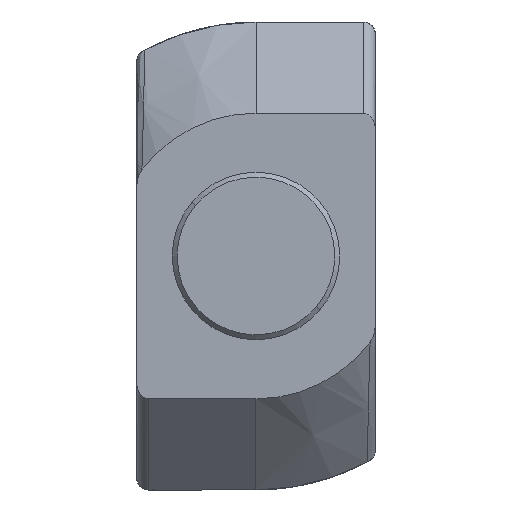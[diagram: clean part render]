
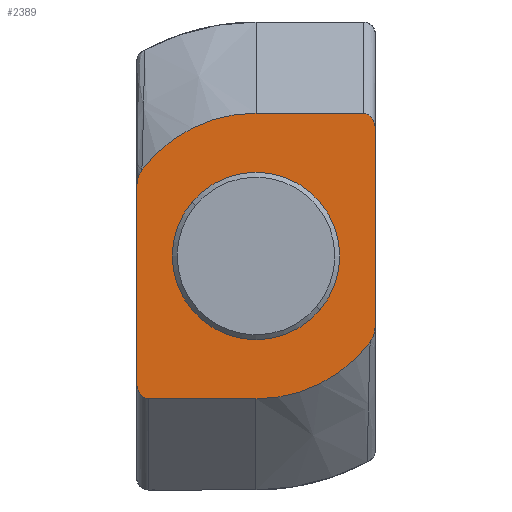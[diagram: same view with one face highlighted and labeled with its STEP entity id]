
A CAD part, front view. The second image highlights one B-rep face of the part: STEP entity #2389.
In plain terms, the highlighted face is planar.
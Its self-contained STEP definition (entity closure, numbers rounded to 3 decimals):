
#16 = CARTESIAN_POINT ( 'NONE',  ( -5.8, 0., 0. ) ) ;
#114 = VERTEX_POINT ( 'NONE', #2361 ) ;
#128 = EDGE_CURVE ( 'NONE', #1281, #1064, #1704, .T. ) ;
#187 = VECTOR ( 'NONE', #2281, 1000. ) ;
#236 = ORIENTED_EDGE ( 'NONE', *, *, #600, .T. ) ;
#245 = CARTESIAN_POINT ( 'NONE',  ( 0., 0., 0. ) ) ;
#272 = LINE ( 'NONE', #1869, #187 ) ;
#325 = ORIENTED_EDGE ( 'NONE', *, *, #1410, .T. ) ;
#368 = VECTOR ( 'NONE', #386, 1000. ) ;
#380 = CARTESIAN_POINT ( 'NONE',  ( -2.649, 4.85, 0. ) ) ;
#386 = DIRECTION ( 'NONE',  ( 1., 0., 0. ) ) ;
#440 = CARTESIAN_POINT ( 'NONE',  ( -5.093, -4.85, 0. ) ) ;
#457 = DIRECTION ( 'NONE',  ( 1., 0., 0. ) ) ;
#518 = DIRECTION ( 'NONE',  ( 0., 0., -1. ) ) ;
#534 = VERTEX_POINT ( 'NONE', #1480 ) ;
#572 = EDGE_CURVE ( 'NONE', #685, #1072, #678, .T. ) ;
#578 = CARTESIAN_POINT ( 'NONE',  ( 0., 0., 0. ) ) ;
#594 = CARTESIAN_POINT ( 'NONE',  ( 5.093, 4.85, 0. ) ) ;
#600 = EDGE_CURVE ( 'NONE', #1977, #2313, #2178, .T. ) ;
#620 =( BOUNDED_CURVE ( )  B_SPLINE_CURVE ( 3, ( #594, #1877, #803, #2300 ),
 .UNSPECIFIED., .F., .T. ) 
 B_SPLINE_CURVE_WITH_KNOTS ( ( 4, 4 ),
 ( 1.571, 3.142 ),
 .UNSPECIFIED. ) 
 CURVE ( )  GEOMETRIC_REPRESENTATION_ITEM ( )  RATIONAL_B_SPLINE_CURVE ( ( 1., 0.805, 0.805, 1. ) ) 
 REPRESENTATION_ITEM ( '' )  );
#628 = CIRCLE ( 'NONE', #2498, 5.8 ) ;
#641 = DIRECTION ( 'NONE',  ( 0., 1., 0. ) ) ;
#670 = FACE_BOUND ( 'NONE', #679, .T. ) ;
#678 =( BOUNDED_CURVE ( )  B_SPLINE_CURVE ( 3, ( #440, #1501, #1719, #1936 ),
 .UNSPECIFIED., .F., .F. ) 
 B_SPLINE_CURVE_WITH_KNOTS ( ( 4, 4 ),
 ( 1.571, 3.142 ),
 .UNSPECIFIED. ) 
 CURVE ( )  GEOMETRIC_REPRESENTATION_ITEM ( )  RATIONAL_B_SPLINE_CURVE ( ( 1., 0.805, 0.805, 1. ) ) 
 REPRESENTATION_ITEM ( '' )  );
#679 = EDGE_LOOP ( 'NONE', ( #917, #1617 ) ) ;
#685 = VERTEX_POINT ( 'NONE', #908 ) ;
#714 = CARTESIAN_POINT ( 'NONE',  ( 5.8, 0., 0. ) ) ;
#771 = LINE ( 'NONE', #714, #1848 ) ;
#787 = DIRECTION ( 'NONE',  ( 1., 0., 0. ) ) ;
#789 = AXIS2_PLACEMENT_3D ( 'NONE', #1256, #2108, #1475 ) ;
#803 = CARTESIAN_POINT ( 'NONE',  ( 5.8, 4.643, 0. ) ) ;
#815 = CARTESIAN_POINT ( 'NONE',  ( 2.649, -4.85, 0. ) ) ;
#822 = CARTESIAN_POINT ( 'NONE',  ( 3.229, -4.772, 0. ) ) ;
#867 = VECTOR ( 'NONE', #641, 1000. ) ;
#871 = EDGE_LOOP ( 'NONE', ( #1546, #2078, #1648, #2410, #1561, #1187, #236, #1654, #1883, #325 ) ) ;
#873 = CARTESIAN_POINT ( 'NONE',  ( -3.49, 4.632, 0. ) ) ;
#875 = DIRECTION ( 'NONE',  ( 0., 0., 1. ) ) ;
#908 = CARTESIAN_POINT ( 'NONE',  ( -5.093, -4.85, 0. ) ) ;
#917 = ORIENTED_EDGE ( 'NONE', *, *, #128, .T. ) ;
#924 = DIRECTION ( 'NONE',  ( 0., -1., 0. ) ) ;
#942 = CARTESIAN_POINT ( 'NONE',  ( 5.093, 4.85, 0. ) ) ;
#948 = LINE ( 'NONE', #16, #867 ) ;
#997 = VERTEX_POINT ( 'NONE', #2041 ) ;
#1036 = CARTESIAN_POINT ( 'NONE',  ( 2.796, -4.85, 0. ) ) ;
#1064 = VERTEX_POINT ( 'NONE', #1295 ) ;
#1072 = VERTEX_POINT ( 'NONE', #1515 ) ;
#1077 = EDGE_CURVE ( 'NONE', #1064, #1281, #2407, .T. ) ;
#1085 = CARTESIAN_POINT ( 'NONE',  ( -2.796, 4.85, 0. ) ) ;
#1187 = ORIENTED_EDGE ( 'NONE', *, *, #1511, .T. ) ;
#1210 = EDGE_CURVE ( 'NONE', #997, #2458, #1942, .T. ) ;
#1226 = AXIS2_PLACEMENT_3D ( 'NONE', #245, #1735, #457 ) ;
#1256 = CARTESIAN_POINT ( 'NONE',  ( 0., 0., 0. ) ) ;
#1281 = VERTEX_POINT ( 'NONE', #2561 ) ;
#1295 = CARTESIAN_POINT ( 'NONE',  ( -3.4, 0., 0. ) ) ;
#1410 = EDGE_CURVE ( 'NONE', #114, #534, #771, .T. ) ;
#1421 = CARTESIAN_POINT ( 'NONE',  ( -3.49, 4.632, 0. ) ) ;
#1467 = AXIS2_PLACEMENT_3D ( 'NONE', #578, #2060, #787 ) ;
#1475 = DIRECTION ( 'NONE',  ( 1., 0., 0. ) ) ;
#1480 = CARTESIAN_POINT ( 'NONE',  ( 5.8, 0., 0. ) ) ;
#1501 = CARTESIAN_POINT ( 'NONE',  ( -5.507, -4.85, 0. ) ) ;
#1511 = EDGE_CURVE ( 'NONE', #2463, #1977, #628, .T. ) ;
#1515 = CARTESIAN_POINT ( 'NONE',  ( -5.8, -4.35, 0. ) ) ;
#1519 = VERTEX_POINT ( 'NONE', #942 ) ;
#1546 = ORIENTED_EDGE ( 'NONE', *, *, #1987, .T. ) ;
#1561 = ORIENTED_EDGE ( 'NONE', *, *, #2564, .T. ) ;
#1617 = ORIENTED_EDGE ( 'NONE', *, *, #1077, .T. ) ;
#1648 = ORIENTED_EDGE ( 'NONE', *, *, #2347, .F. ) ;
#1654 = ORIENTED_EDGE ( 'NONE', *, *, #2007, .F. ) ;
#1704 = CIRCLE ( 'NONE', #1226, 3.4 ) ;
#1719 = CARTESIAN_POINT ( 'NONE',  ( -5.8, -4.643, 0. ) ) ;
#1735 = DIRECTION ( 'NONE',  ( 0., 0., 1. ) ) ;
#1801 = CARTESIAN_POINT ( 'NONE',  ( 0., 0., 0. ) ) ;
#1848 = VECTOR ( 'NONE', #924, 1000. ) ;
#1869 = CARTESIAN_POINT ( 'NONE',  ( -8.169, 4.85, 0. ) ) ;
#1877 = CARTESIAN_POINT ( 'NONE',  ( 5.507, 4.85, 0. ) ) ;
#1883 = ORIENTED_EDGE ( 'NONE', *, *, #2314, .T. ) ;
#1887 = CARTESIAN_POINT ( 'NONE',  ( -9.5, -4.85, 0. ) ) ;
#1895 = CARTESIAN_POINT ( 'NONE',  ( 3.49, -4.632, 0. ) ) ;
#1936 = CARTESIAN_POINT ( 'NONE',  ( -5.8, -4.35, 0. ) ) ;
#1942 = B_SPLINE_CURVE_WITH_KNOTS ( 'NONE', 3,
 ( #1895, #2103, #822, #2321, #1036, #2539 ),
 .UNSPECIFIED., .F., .F.,
 ( 4, 2, 4 ),
 ( 0., 0., 0.001 ),
 .UNSPECIFIED. ) ;
#1947 = CARTESIAN_POINT ( 'NONE',  ( -3.229, 4.772, 0. ) ) ;
#1977 = VERTEX_POINT ( 'NONE', #1421 ) ;
#1987 = EDGE_CURVE ( 'NONE', #534, #997, #2525, .T. ) ;
#2007 = EDGE_CURVE ( 'NONE', #1519, #2313, #272, .T. ) ;
#2009 = DIRECTION ( 'NONE',  ( 1., 0., 0. ) ) ;
#2041 = CARTESIAN_POINT ( 'NONE',  ( 3.49, -4.632, 0. ) ) ;
#2060 = DIRECTION ( 'NONE',  ( 0., 0., -1. ) ) ;
#2078 = ORIENTED_EDGE ( 'NONE', *, *, #1210, .T. ) ;
#2103 = CARTESIAN_POINT ( 'NONE',  ( 3.371, -4.722, 0. ) ) ;
#2108 = DIRECTION ( 'NONE',  ( 0., 0., 1. ) ) ;
#2132 = LINE ( 'NONE', #1887, #368 ) ;
#2153 = CARTESIAN_POINT ( 'NONE',  ( -3.371, 4.722, 0. ) ) ;
#2154 = CARTESIAN_POINT ( 'NONE',  ( 0., 0., 0. ) ) ;
#2163 = AXIS2_PLACEMENT_3D ( 'NONE', #2154, #875, #2367 ) ;
#2178 = B_SPLINE_CURVE_WITH_KNOTS ( 'NONE', 3,
 ( #873, #2153, #1947, #2365, #1085, #2589 ),
 .UNSPECIFIED., .F., .F.,
 ( 4, 2, 4 ),
 ( 0., 0., 0.001 ),
 .UNSPECIFIED. ) ;
#2281 = DIRECTION ( 'NONE',  ( -1., 0., 0. ) ) ;
#2300 = CARTESIAN_POINT ( 'NONE',  ( 5.8, 4.35, 0. ) ) ;
#2313 = VERTEX_POINT ( 'NONE', #380 ) ;
#2314 = EDGE_CURVE ( 'NONE', #1519, #114, #620, .T. ) ;
#2321 = CARTESIAN_POINT ( 'NONE',  ( 2.943, -4.837, 0. ) ) ;
#2347 = EDGE_CURVE ( 'NONE', #685, #2458, #2132, .T. ) ;
#2361 = CARTESIAN_POINT ( 'NONE',  ( 5.8, 4.35, 0. ) ) ;
#2363 = FACE_OUTER_BOUND ( 'NONE', #871, .T. ) ;
#2365 = CARTESIAN_POINT ( 'NONE',  ( -2.943, 4.837, 0. ) ) ;
#2367 = DIRECTION ( 'NONE',  ( 1., 0., 0. ) ) ;
#2389 = ADVANCED_FACE ( 'NONE', ( #670, #2363 ), #2543, .F. ) ;
#2407 = CIRCLE ( 'NONE', #2163, 3.4 ) ;
#2410 = ORIENTED_EDGE ( 'NONE', *, *, #572, .T. ) ;
#2458 = VERTEX_POINT ( 'NONE', #815 ) ;
#2463 = VERTEX_POINT ( 'NONE', #2527 ) ;
#2498 = AXIS2_PLACEMENT_3D ( 'NONE', #1801, #518, #2009 ) ;
#2525 = CIRCLE ( 'NONE', #1467, 5.8 ) ;
#2527 = CARTESIAN_POINT ( 'NONE',  ( -5.8, 0., 0. ) ) ;
#2539 = CARTESIAN_POINT ( 'NONE',  ( 2.649, -4.85, 0. ) ) ;
#2543 = PLANE ( 'NONE',  #789 ) ;
#2561 = CARTESIAN_POINT ( 'NONE',  ( 3.4, 0., 0. ) ) ;
#2564 = EDGE_CURVE ( 'NONE', #1072, #2463, #948, .T. ) ;
#2589 = CARTESIAN_POINT ( 'NONE',  ( -2.649, 4.85, 0. ) ) ;
